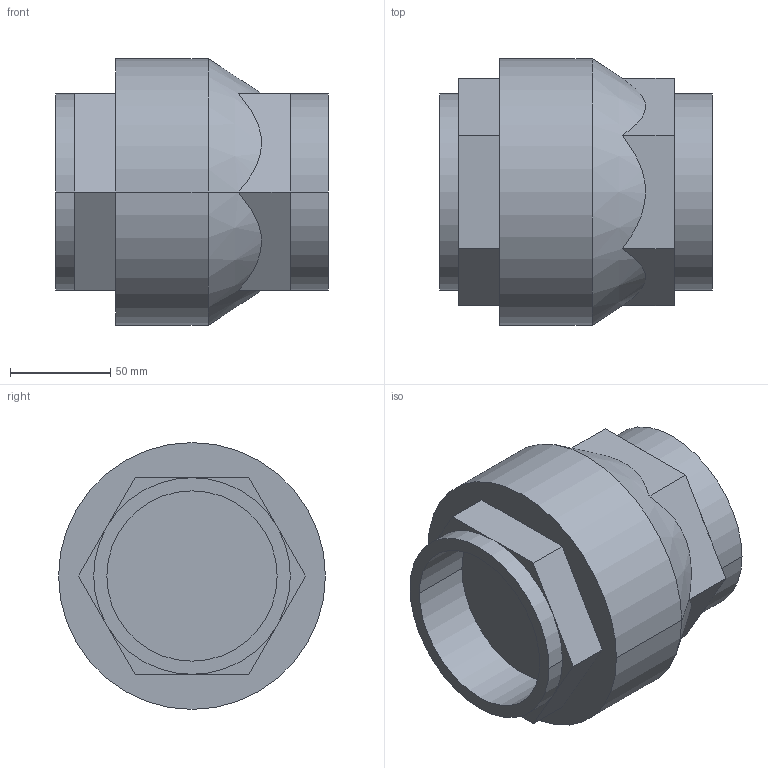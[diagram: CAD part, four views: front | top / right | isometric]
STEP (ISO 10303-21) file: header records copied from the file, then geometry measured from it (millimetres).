
FILE_DESCRIPTION(('Creo Elements/Direct Modeling STEP Export'),'2;1');
FILE_NAME('10000114.stp','2021-05-24T 9:24:25',(''),(''),'Creo Elements/Direct Modeling STEP processor for AP214 (Solid Model)','Creo Elements/Direct Modeling 20.1D 10-Oct-2020 (C) Parametric Technology GmbH','');
FILE_SCHEMA(('AUTOMOTIVE_DESIGN { 1 0 10303 214 1 1 1 1 }'));
Length unit declared in the file: millimetre
Products named in the file (2): 10000114
Assembly tree (1 placements, depth 2):
  10000114
    10000114
Bounding box: 136 x 133 x 133 mm (x, y, z)
Volume: 1069726.7 mm3; surface area: 90420.3 mm2
Topology: 1 solids, 1 shells, 41 faces, 92 edges, 56 vertices
Faces by surface type: plane 29, cylinder 10, cone 2
Entity records: 1109 total; most frequent: CARTESIAN_POINT 191, ORIENTED_EDGE 184, DIRECTION 180, EDGE_CURVE 92, AXIS2_PLACEMENT_3D 63, VERTEX_POINT 56, VECTOR 54, LINE 54
